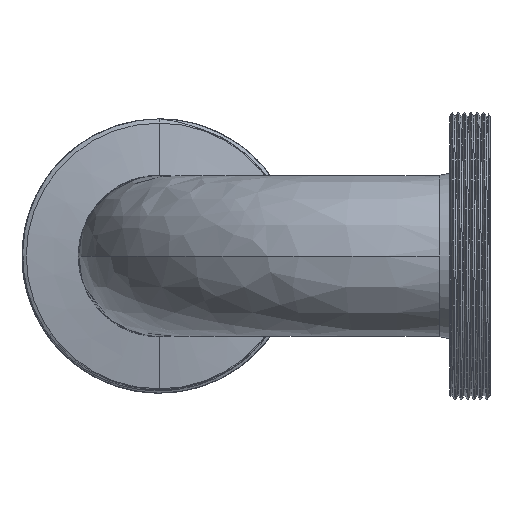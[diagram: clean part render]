
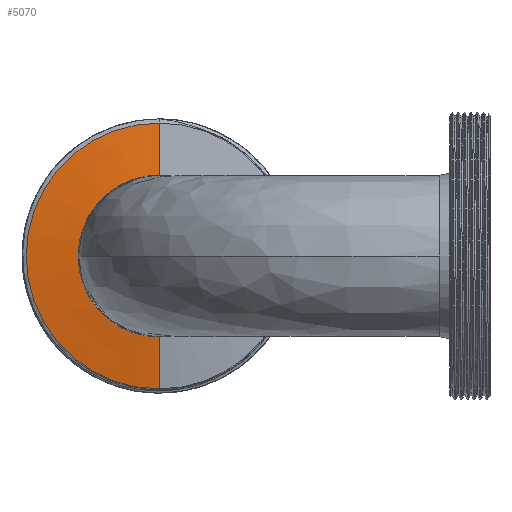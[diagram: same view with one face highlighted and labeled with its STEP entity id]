
A CAD part, left-side view. The second image highlights one B-rep face of the part: STEP entity #5070.
In plain terms, the highlighted conical face has half-angle 81.674 degrees and reference radius 31.5 mm.
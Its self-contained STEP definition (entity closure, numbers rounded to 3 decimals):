
#297 = ORIENTED_EDGE ( 'NONE', *, *, #7118, .F. ) ;
#689 = EDGE_CURVE ( 'NONE', #1466, #11405, #11635, .T. ) ;
#1110 = VERTEX_POINT ( 'NONE', #13422 ) ;
#1466 = VERTEX_POINT ( 'NONE', #9718 ) ;
#1691 = DIRECTION ( 'NONE',  ( 0.145, 0., 0.989 ) ) ;
#2562 = VERTEX_POINT ( 'NONE', #6810 ) ;
#2880 = CARTESIAN_POINT ( 'NONE',  ( -9.443, 75., 0. ) ) ;
#2971 = DIRECTION ( 'NONE',  ( 0., 0., 1. ) ) ;
#3122 = CARTESIAN_POINT ( 'NONE',  ( -9.443, 75., 0. ) ) ;
#3361 = CARTESIAN_POINT ( 'NONE',  ( -9.443, 75., -31.5 ) ) ;
#3465 = CONICAL_SURFACE ( 'NONE', #7641, 31.5, 1.425 ) ;
#3914 = DIRECTION ( 'NONE',  ( -1., 0., 0. ) ) ;
#4160 = DIRECTION ( 'NONE',  ( 0.145, 0., -0.989 ) ) ;
#4404 = CIRCLE ( 'NONE', #8128, 19.201 ) ;
#5070 = ADVANCED_FACE ( 'NONE', ( #6001 ), #3465, .T. ) ;
#5547 = LINE ( 'NONE', #3361, #7396 ) ;
#5787 = AXIS2_PLACEMENT_3D ( 'NONE', #2880, #3914, #9641 ) ;
#6001 = FACE_OUTER_BOUND ( 'NONE', #13232, .T. ) ;
#6135 = EDGE_CURVE ( 'NONE', #1466, #1110, #4404, .T. ) ;
#6810 = CARTESIAN_POINT ( 'NONE',  ( -9.443, 75., -31.5 ) ) ;
#7118 = EDGE_CURVE ( 'NONE', #1110, #2562, #5547, .T. ) ;
#7185 = CARTESIAN_POINT ( 'NONE',  ( -9.443, 75., 31.5 ) ) ;
#7396 = VECTOR ( 'NONE', #4160, 1000. ) ;
#7641 = AXIS2_PLACEMENT_3D ( 'NONE', #3122, #11035, #11709 ) ;
#8128 = AXIS2_PLACEMENT_3D ( 'NONE', #10816, #12921, #2971 ) ;
#8683 = EDGE_CURVE ( 'NONE', #11405, #2562, #12029, .T. ) ;
#8814 = ORIENTED_EDGE ( 'NONE', *, *, #6135, .F. ) ;
#9641 = DIRECTION ( 'NONE',  ( 0., 0., 1. ) ) ;
#9718 = CARTESIAN_POINT ( 'NONE',  ( -11.243, 75., 19.201 ) ) ;
#10359 = ORIENTED_EDGE ( 'NONE', *, *, #689, .T. ) ;
#10816 = CARTESIAN_POINT ( 'NONE',  ( -11.243, 75., 0. ) ) ;
#11035 = DIRECTION ( 'NONE',  ( 1., 0., 0. ) ) ;
#11405 = VERTEX_POINT ( 'NONE', #7185 ) ;
#11635 = LINE ( 'NONE', #14094, #12461 ) ;
#11709 = DIRECTION ( 'NONE',  ( 0., 0., -1. ) ) ;
#12029 = CIRCLE ( 'NONE', #5787, 31.5 ) ;
#12461 = VECTOR ( 'NONE', #1691, 1000. ) ;
#12921 = DIRECTION ( 'NONE',  ( -1., 0., 0. ) ) ;
#13232 = EDGE_LOOP ( 'NONE', ( #8814, #10359, #13370, #297 ) ) ;
#13370 = ORIENTED_EDGE ( 'NONE', *, *, #8683, .T. ) ;
#13422 = CARTESIAN_POINT ( 'NONE',  ( -11.243, 75., -19.201 ) ) ;
#14094 = CARTESIAN_POINT ( 'NONE',  ( -9.443, 75., 31.5 ) ) ;
